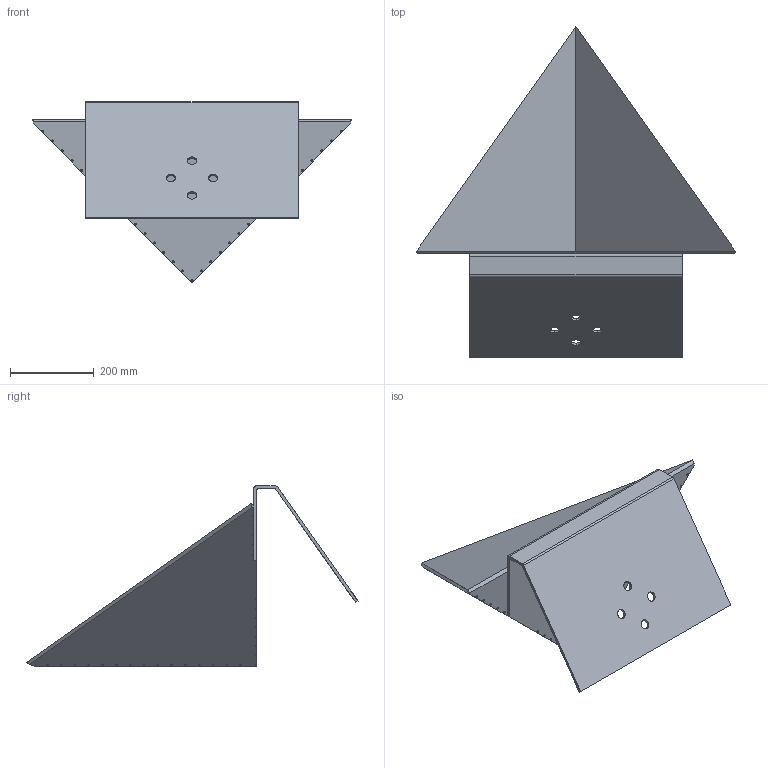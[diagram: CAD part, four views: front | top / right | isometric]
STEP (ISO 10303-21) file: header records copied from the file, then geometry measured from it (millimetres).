
FILE_DESCRIPTION (( 'STEP AP203' ), '1' );
FILE_NAME ('SAJ-300-S1.STEP', '2021-06-01T20:56:24', ( '' ), ( '' ), 'SwSTEP 2.0', 'SolidWorks 2021', '' );
FILE_SCHEMA (( 'CONFIG_CONTROL_DESIGN' ));
Length unit declared in the file: inch
Products named in the file (1): SAJ-300-S1
Bounding box: 762 x 794.19 x 431.8 mm (x, y, z)
Volume: 4989461.2 mm3; surface area: 1349073.7 mm2
Topology: 1 solids, 1 shells, 997 faces, 1974 edges, 1099 vertices
Faces by surface type: cone 440, plane 385, cylinder 172
Entity records: 26279 total; most frequent: CARTESIAN_POINT 5791, DIRECTION 4474, ORIENTED_EDGE 3948, EDGE_CURVE 1974, AXIS2_PLACEMENT_3D 1782, EDGE_LOOP 1125, VERTEX_POINT 1099, ADVANCED_FACE 997
